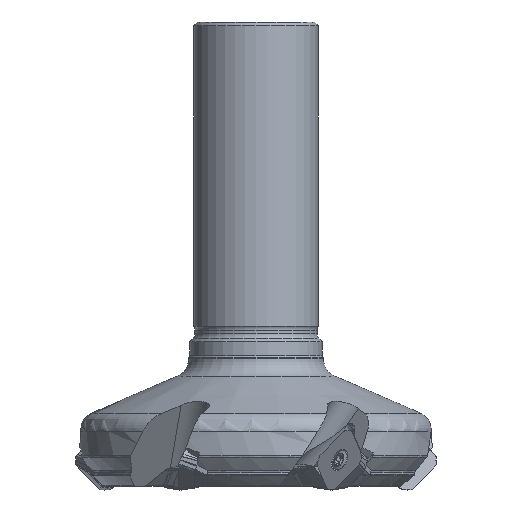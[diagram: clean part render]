
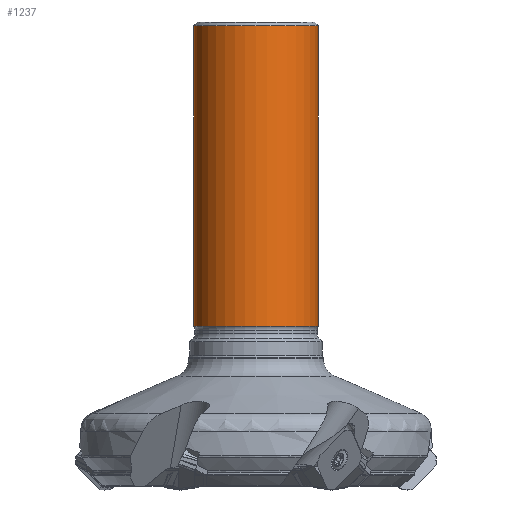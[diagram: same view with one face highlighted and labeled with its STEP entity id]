
A CAD part, front view. The second image highlights one B-rep face of the part: STEP entity #1237.
In plain terms, the highlighted cylindrical face has radius 15.99 mm (diameter 31.98 mm), a full revolution.
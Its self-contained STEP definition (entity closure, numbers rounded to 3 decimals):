
#267=CYLINDRICAL_SURFACE('',#12432,15.99);
#1237=ADVANCED_FACE('',(#2418,#2419),#267,.T.);
#2169=CIRCLE('',#12430,15.99);
#2170=CIRCLE('',#12431,15.99);
#2418=FACE_BOUND('',#2695,.T.);
#2419=FACE_BOUND('',#2696,.T.);
#2695=EDGE_LOOP('',(#5043));
#2696=EDGE_LOOP('',(#5044));
#5043=ORIENTED_EDGE('',*,*,#9598,.T.);
#5044=ORIENTED_EDGE('',*,*,#9599,.T.);
#8259=VERTEX_POINT('',#19841);
#8260=VERTEX_POINT('',#19843);
#9598=EDGE_CURVE('',#8259,#8259,#2169,.T.);
#9599=EDGE_CURVE('',#8260,#8260,#2170,.T.);
#12430=AXIS2_PLACEMENT_3D('',#19840,#14137,#14138);
#12431=AXIS2_PLACEMENT_3D('',#19842,#14139,#14140);
#12432=AXIS2_PLACEMENT_3D('',#19844,#14141,#14142);
#14137=DIRECTION('',(0.,0.,1.));
#14138=DIRECTION('',(1.,0.,0.));
#14139=DIRECTION('',(0.,0.,-1.));
#14140=DIRECTION('',(1.,0.,0.));
#14141=DIRECTION('',(0.,0.,1.));
#14142=DIRECTION('',(1.,0.,0.));
#19840=CARTESIAN_POINT('',(0.,0.,-78.012));
#19841=CARTESIAN_POINT('',(15.99,0.,-78.012));
#19842=CARTESIAN_POINT('',(0.,0.,-1.));
#19843=CARTESIAN_POINT('',(15.99,0.,-1.));
#19844=CARTESIAN_POINT('',(0.,0.,-57.104));
